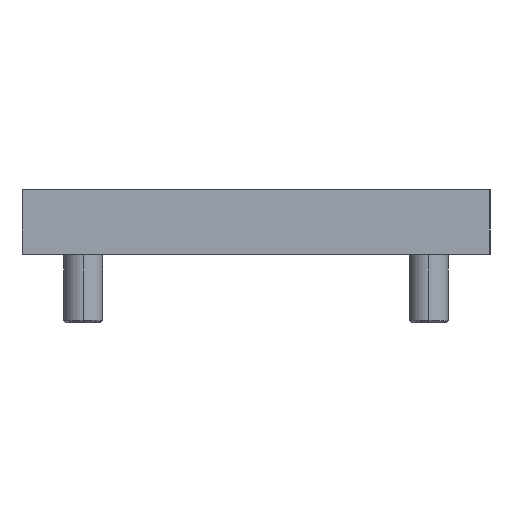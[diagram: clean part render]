
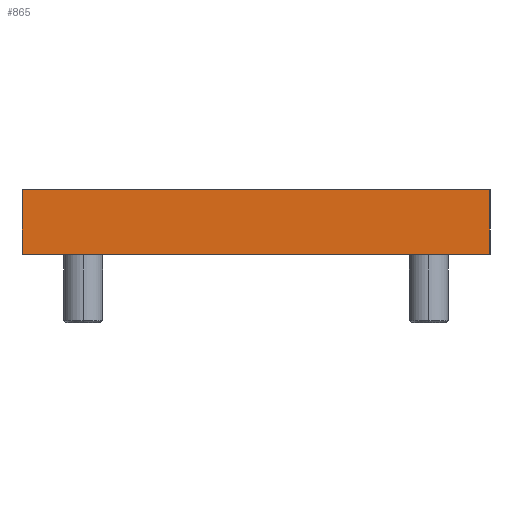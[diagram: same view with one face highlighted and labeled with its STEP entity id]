
A CAD part, left-side view. The second image highlights one B-rep face of the part: STEP entity #865.
In plain terms, the highlighted planar face has unit normal (-1, 0, 0).
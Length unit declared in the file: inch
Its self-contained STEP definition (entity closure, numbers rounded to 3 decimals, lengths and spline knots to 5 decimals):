
#61 = VECTOR ( 'NONE', #1948, 39.37008 ) ;
#71 = EDGE_CURVE ( 'NONE', #743, #1191, #1034, .T. ) ;
#134 = DIRECTION ( 'NONE',  ( 0., 0., -1. ) ) ;
#206 = CARTESIAN_POINT ( 'NONE',  ( -3.125, 2.25, 0. ) ) ;
#234 = LINE ( 'NONE', #1485, #409 ) ;
#260 = DIRECTION ( 'NONE',  ( 0., -1., 0. ) ) ;
#277 = CARTESIAN_POINT ( 'NONE',  ( -3.125, -2.25, 0.625 ) ) ;
#409 = VECTOR ( 'NONE', #260, 39.37008 ) ;
#481 = VERTEX_POINT ( 'NONE', #1242 ) ;
#527 = CARTESIAN_POINT ( 'NONE',  ( -3.125, -2.25, 0.625 ) ) ;
#555 = EDGE_CURVE ( 'NONE', #1521, #743, #1259, .T. ) ;
#572 = LINE ( 'NONE', #277, #2090 ) ;
#702 = CARTESIAN_POINT ( 'NONE',  ( -3.125, 2.25, 0.625 ) ) ;
#743 = VERTEX_POINT ( 'NONE', #206 ) ;
#865 = ADVANCED_FACE ( 'NONE', ( #2954 ), #1038, .F. ) ;
#1034 = LINE ( 'NONE', #2371, #2328 ) ;
#1038 = PLANE ( 'NONE',  #2199 ) ;
#1191 = VERTEX_POINT ( 'NONE', #1803 ) ;
#1242 = CARTESIAN_POINT ( 'NONE',  ( -3.125, -2.25, 0.625 ) ) ;
#1259 = LINE ( 'NONE', #1913, #61 ) ;
#1310 = EDGE_LOOP ( 'NONE', ( #2290, #3051, #2533, #1851 ) ) ;
#1485 = CARTESIAN_POINT ( 'NONE',  ( -3.125, -2.25, 0.625 ) ) ;
#1521 = VERTEX_POINT ( 'NONE', #702 ) ;
#1616 = EDGE_CURVE ( 'NONE', #1521, #481, #234, .T. ) ;
#1627 = EDGE_CURVE ( 'NONE', #481, #1191, #572, .T. ) ;
#1803 = CARTESIAN_POINT ( 'NONE',  ( -3.125, -2.25, 0. ) ) ;
#1851 = ORIENTED_EDGE ( 'NONE', *, *, #555, .T. ) ;
#1913 = CARTESIAN_POINT ( 'NONE',  ( -3.125, 2.25, 0.625 ) ) ;
#1948 = DIRECTION ( 'NONE',  ( 0., 0., -1. ) ) ;
#2090 = VECTOR ( 'NONE', #2219, 39.37008 ) ;
#2199 = AXIS2_PLACEMENT_3D ( 'NONE', #527, #2457, #134 ) ;
#2219 = DIRECTION ( 'NONE',  ( 0., 0., -1. ) ) ;
#2290 = ORIENTED_EDGE ( 'NONE', *, *, #71, .T. ) ;
#2328 = VECTOR ( 'NONE', #2626, 39.37008 ) ;
#2371 = CARTESIAN_POINT ( 'NONE',  ( -3.125, -2.25, 0. ) ) ;
#2457 = DIRECTION ( 'NONE',  ( 1., 0., 0. ) ) ;
#2533 = ORIENTED_EDGE ( 'NONE', *, *, #1616, .F. ) ;
#2626 = DIRECTION ( 'NONE',  ( 0., -1., 0. ) ) ;
#2954 = FACE_OUTER_BOUND ( 'NONE', #1310, .T. ) ;
#3051 = ORIENTED_EDGE ( 'NONE', *, *, #1627, .F. ) ;
